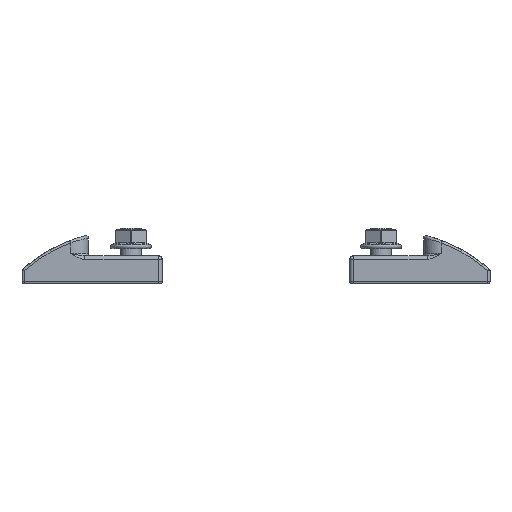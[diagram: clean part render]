
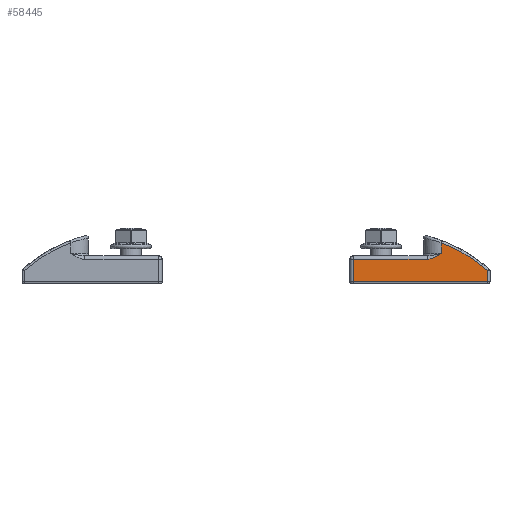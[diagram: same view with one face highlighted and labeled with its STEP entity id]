
A CAD part, left-side view. The second image highlights one B-rep face of the part: STEP entity #58445.
In plain terms, the highlighted planar face has unit normal (-1, 0, 0).
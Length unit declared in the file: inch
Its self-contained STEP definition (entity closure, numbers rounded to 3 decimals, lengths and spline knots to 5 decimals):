
#988 = CARTESIAN_POINT ( 'NONE',  ( -0.75, -0.34901, 0.52046 ) ) ;
#1065 = CARTESIAN_POINT ( 'NONE',  ( -0.75, -0.96963, 0.45354 ) ) ;
#1356 = VECTOR ( 'NONE', #23482, 39.37008 ) ;
#2632 = CARTESIAN_POINT ( 'NONE',  ( -0.75, -0.31552, 0.5 ) ) ;
#5194 = ORIENTED_EDGE ( 'NONE', *, *, #48132, .T. ) ;
#6260 = EDGE_CURVE ( 'NONE', #74316, #32143, #51254, .T. ) ;
#6286 = DIRECTION ( 'NONE',  ( 0., 0., 1. ) ) ;
#8922 = CARTESIAN_POINT ( 'NONE',  ( -0.75, 1.26, 0. ) ) ;
#9137 = EDGE_CURVE ( 'NONE', #29468, #25982, #52719, .T. ) ;
#9279 = CARTESIAN_POINT ( 'NONE',  ( -0.75, -1.21938, 0.23182 ) ) ;
#9878 = VERTEX_POINT ( 'NONE', #70144 ) ;
#10300 = ORIENTED_EDGE ( 'NONE', *, *, #32179, .T. ) ;
#11182 = ORIENTED_EDGE ( 'NONE', *, *, #20312, .T. ) ;
#12388 = CARTESIAN_POINT ( 'NONE',  ( -0.75, -0.34902, 0.52047 ) ) ;
#12471 = CARTESIAN_POINT ( 'NONE',  ( -0.75, -0.69005, 0.62204 ) ) ;
#12480 = DIRECTION ( 'NONE',  ( 0., 1., 0. ) ) ;
#12879 = CARTESIAN_POINT ( 'NONE',  ( -0.75, -0.38063, 0.73731 ) ) ;
#13983 = CARTESIAN_POINT ( 'NONE',  ( -0.75, -0.38063, 0.54063 ) ) ;
#14443 = DIRECTION ( 'NONE',  ( -1., 0., 0. ) ) ;
#14705 = CARTESIAN_POINT ( 'NONE',  ( -0.75, -0.13123, 0.4375 ) ) ;
#15849 = ORIENTED_EDGE ( 'NONE', *, *, #37573, .T. ) ;
#18511 = CARTESIAN_POINT ( 'NONE',  ( -0.75, -1.21937, 0. ) ) ;
#19239 = CARTESIAN_POINT ( 'NONE',  ( -0.75, -1.21938, 0.23182 ) ) ;
#19246 = CARTESIAN_POINT ( 'NONE',  ( -0.75, -1.21996, 0.03125 ) ) ;
#19619 = PLANE ( 'NONE',  #48787 ) ;
#19931 = CARTESIAN_POINT ( 'NONE',  ( -0.75, -0.29493, 0.48789 ) ) ;
#20312 = EDGE_CURVE ( 'NONE', #32143, #29468, #61136, .T. ) ;
#22236 = CARTESIAN_POINT ( 'NONE',  ( -0.75, -0.13123, 0.4375 ) ) ;
#23254 = CARTESIAN_POINT ( 'NONE',  ( -0.75, -1.21937, 0.03125 ) ) ;
#23482 = DIRECTION ( 'NONE',  ( 0., 0., -1. ) ) ;
#25847 = CARTESIAN_POINT ( 'NONE',  ( -0.75, -0.3493, 0.52064 ) ) ;
#25982 = VERTEX_POINT ( 'NONE', #52805 ) ;
#26085 = DIRECTION ( 'NONE',  ( 0., 0., -1. ) ) ;
#27777 = CARTESIAN_POINT ( 'NONE',  ( -0.75, -0.2089, 0.45034 ) ) ;
#29468 = VERTEX_POINT ( 'NONE', #42259 ) ;
#30140 = ORIENTED_EDGE ( 'NONE', *, *, #9137, .T. ) ;
#30961 = CARTESIAN_POINT ( 'NONE',  ( -0.75, -0.37359, 0.53611 ) ) ;
#32143 = VERTEX_POINT ( 'NONE', #14705 ) ;
#32179 = EDGE_CURVE ( 'NONE', #56810, #53191, #54083, .T. ) ;
#37412 = DIRECTION ( 'NONE',  ( 0., 1., 0. ) ) ;
#37573 = EDGE_CURVE ( 'NONE', #77046, #74316, #75636, .T. ) ;
#37701 = CARTESIAN_POINT ( 'NONE',  ( -0.75, -0.36435, 0.53019 ) ) ;
#38074 = CARTESIAN_POINT ( 'NONE',  ( -0.75, -0.21501, 0.4523 ) ) ;
#38549 = DIRECTION ( 'NONE',  ( 0., 0., 1. ) ) ;
#42259 = CARTESIAN_POINT ( 'NONE',  ( -0.75, 1.1975, 0.4375 ) ) ;
#42464 = CARTESIAN_POINT ( 'NONE',  ( -0.75, -0.3522, 0.52247 ) ) ;
#42511 = VECTOR ( 'NONE', #12480, 39.37008 ) ;
#42866 = CARTESIAN_POINT ( 'NONE',  ( -0.75, -0.3497, 0.52089 ) ) ;
#43232 = CARTESIAN_POINT ( 'NONE',  ( -0.75, -0.27579, 0.47774 ) ) ;
#43244 = CARTESIAN_POINT ( 'NONE',  ( -0.75, -0.33659, 0.51264 ) ) ;
#44015 = CARTESIAN_POINT ( 'NONE',  ( -0.75, -0.24962, 0.46561 ) ) ;
#44797 = CARTESIAN_POINT ( 'NONE',  ( -0.75, -0.18088, 0.44167 ) ) ;
#44933 = ORIENTED_EDGE ( 'NONE', *, *, #68148, .T. ) ;
#45188 = CARTESIAN_POINT ( 'NONE',  ( -0.75, -0.20831, 0.45015 ) ) ;
#46374 = CARTESIAN_POINT ( 'NONE',  ( -0.75, -0.15533, 0.4375 ) ) ;
#48132 = EDGE_CURVE ( 'NONE', #53191, #9878, #74832, .T. ) ;
#48787 = AXIS2_PLACEMENT_3D ( 'NONE', #8922, #14443, #38549 ) ;
#49958 = CARTESIAN_POINT ( 'NONE',  ( -0.75, -0.34914, 0.52054 ) ) ;
#50203 = LINE ( 'NONE', #68443, #61784 ) ;
#50707 = CARTESIAN_POINT ( 'NONE',  ( -0.75, -0.20991, 0.45065 ) ) ;
#51163 = FACE_OUTER_BOUND ( 'NONE', #74226, .T. ) ;
#51254 = B_SPLINE_CURVE_WITH_KNOTS ( 'NONE', 3,
 ( #73340, #19931, #43232, #44015, #55459, #56213, #38074, #52254, #50707, #27777, #45188, #44797, #46374, #22236 ),
 .UNSPECIFIED., .F., .F.,
 ( 4, 2, 1, 1, 1, 1, 2, 2, 4 ),
 ( 0., 0.25, 0.375, 0.4375, 0.46875, 0.48438, 0.49219, 0.5, 1. ),
 .UNSPECIFIED. ) ;
#51385 = ORIENTED_EDGE ( 'NONE', *, *, #6260, .T. ) ;
#51798 = ORIENTED_EDGE ( 'NONE', *, *, #53616, .F. ) ;
#52254 = CARTESIAN_POINT ( 'NONE',  ( -0.75, -0.21144, 0.45114 ) ) ;
#52719 = LINE ( 'NONE', #77681, #1356 ) ;
#52805 = CARTESIAN_POINT ( 'NONE',  ( -0.75, 1.1975, 0.03125 ) ) ;
#53191 = VERTEX_POINT ( 'NONE', #9279 ) ;
#53616 = EDGE_CURVE ( 'NONE', #56810, #25982, #66697, .T. ) ;
#54083 = LINE ( 'NONE', #18511, #66436 ) ;
#55065 = CARTESIAN_POINT ( 'NONE',  ( -0.75, -0.35051, 0.5214 ) ) ;
#55459 = CARTESIAN_POINT ( 'NONE',  ( -0.75, -0.23677, 0.46013 ) ) ;
#56213 = CARTESIAN_POINT ( 'NONE',  ( -0.75, -0.22219, 0.45474 ) ) ;
#56810 = VERTEX_POINT ( 'NONE', #23254 ) ;
#58445 = ADVANCED_FACE ( 'NONE', ( #51163 ), #19619, .T. ) ;
#61136 = LINE ( 'NONE', #77808, #62912 ) ;
#61784 = VECTOR ( 'NONE', #26085, 39.37008 ) ;
#62912 = VECTOR ( 'NONE', #37412, 39.37008 ) ;
#64289 = CARTESIAN_POINT ( 'NONE',  ( -0.75, -0.38063, 0.54063 ) ) ;
#66436 = VECTOR ( 'NONE', #6286, 39.37008 ) ;
#66697 = LINE ( 'NONE', #19246, #42511 ) ;
#67394 = CARTESIAN_POINT ( 'NONE',  ( -0.75, -0.32545, 0.50584 ) ) ;
#68148 = EDGE_CURVE ( 'NONE', #9878, #77046, #50203, .T. ) ;
#68443 = CARTESIAN_POINT ( 'NONE',  ( -0.75, -0.38063, 0. ) ) ;
#70144 = CARTESIAN_POINT ( 'NONE',  ( -0.75, -0.38063, 0.73731 ) ) ;
#72557 = CARTESIAN_POINT ( 'NONE',  ( -0.75, -0.35587, 0.52479 ) ) ;
#73340 = CARTESIAN_POINT ( 'NONE',  ( -0.75, -0.31552, 0.5 ) ) ;
#74100 = CARTESIAN_POINT ( 'NONE',  ( -0.75, -0.31552, 0.5 ) ) ;
#74226 = EDGE_LOOP ( 'NONE', ( #30140, #51798, #10300, #5194, #44933, #15849, #51385, #11182 ) ) ;
#74316 = VERTEX_POINT ( 'NONE', #2632 ) ;
#74832 = B_SPLINE_CURVE_WITH_KNOTS ( 'NONE', 3,
 ( #19239, #1065, #12471, #12879 ),
 .UNSPECIFIED., .F., .F.,
 ( 4, 4 ),
 ( 0., 1. ),
 .UNSPECIFIED. ) ;
#75636 = B_SPLINE_CURVE_WITH_KNOTS ( 'NONE', 3,
 ( #13983, #30961, #37701, #72557, #42464, #55065, #42866, #25847, #49958, #12388, #988, #43244, #67394, #74100 ),
 .UNSPECIFIED., .F., .F.,
 ( 4, 1, 1, 1, 1, 1, 1, 2, 2, 4 ),
 ( 0., 0.25, 0.375, 0.4375, 0.46875, 0.48438, 0.49219, 0.49609, 0.5, 1. ),
 .UNSPECIFIED. ) ;
#77046 = VERTEX_POINT ( 'NONE', #64289 ) ;
#77681 = CARTESIAN_POINT ( 'NONE',  ( -0.75, 1.1975, 0. ) ) ;
#77808 = CARTESIAN_POINT ( 'NONE',  ( -0.75, 1.26, 0.4375 ) ) ;
